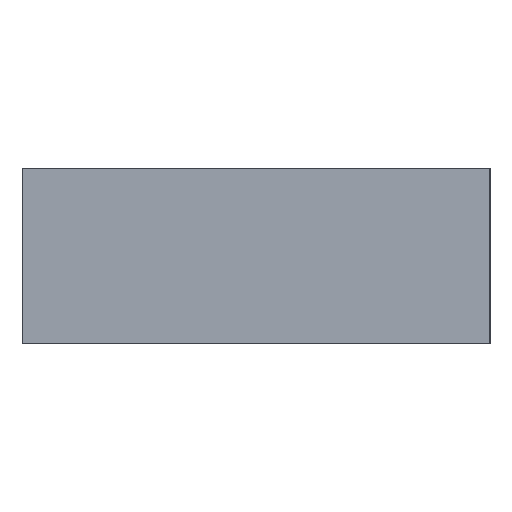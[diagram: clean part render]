
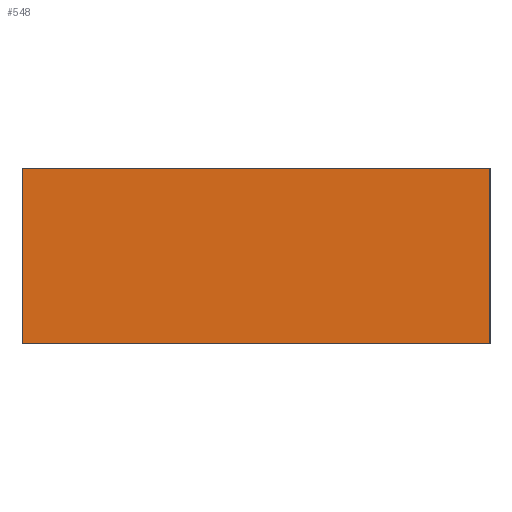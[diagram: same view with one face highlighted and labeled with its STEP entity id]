
A CAD part, left-side view. The second image highlights one B-rep face of the part: STEP entity #548.
In plain terms, the highlighted planar face has unit normal (-1, 0, 0).
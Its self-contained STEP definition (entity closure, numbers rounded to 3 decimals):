
#44=FACE_OUTER_BOUND('',#76,.T.);
#76=EDGE_LOOP('',(#445,#446,#447,#448));
#124=LINE('',#812,#196);
#129=LINE('',#823,#201);
#134=LINE('',#831,#206);
#136=LINE('',#835,#208);
#196=VECTOR('',#663,3.2);
#201=VECTOR('',#672,3.2);
#206=VECTOR('',#679,1.2);
#208=VECTOR('',#685,1.2);
#257=VERTEX_POINT('',#809);
#258=VERTEX_POINT('',#811);
#261=VERTEX_POINT('',#821);
#262=VERTEX_POINT('',#822);
#316=EDGE_CURVE('',#257,#258,#124,.T.);
#321=EDGE_CURVE('',#261,#262,#129,.T.);
#326=EDGE_CURVE('',#258,#262,#134,.T.);
#328=EDGE_CURVE('',#261,#257,#136,.T.);
#445=ORIENTED_EDGE('',*,*,#326,.F.);
#446=ORIENTED_EDGE('',*,*,#316,.F.);
#447=ORIENTED_EDGE('',*,*,#328,.F.);
#448=ORIENTED_EDGE('',*,*,#321,.T.);
#516=PLANE('',#585);
#548=ADVANCED_FACE('',(#44),#516,.T.);
#585=AXIS2_PLACEMENT_3D('',#836,#686,#687);
#663=DIRECTION('',(0.,1.,0.));
#672=DIRECTION('',(0.,1.,0.));
#679=DIRECTION('',(0.,0.,1.));
#685=DIRECTION('',(0.,0.,-1.));
#686=DIRECTION('center_axis',(-1.,0.,0.));
#687=DIRECTION('ref_axis',(0.,0.,-1.));
#809=CARTESIAN_POINT('',(-3.175,-1.6,0.));
#811=CARTESIAN_POINT('',(-3.175,1.6,0.));
#812=CARTESIAN_POINT('',(-3.175,-1.6,0.));
#821=CARTESIAN_POINT('',(-3.175,-1.6,1.2));
#822=CARTESIAN_POINT('',(-3.175,1.6,1.2));
#823=CARTESIAN_POINT('',(-3.175,0.,1.2));
#831=CARTESIAN_POINT('',(-3.175,1.6,1.05));
#835=CARTESIAN_POINT('',(-3.175,-1.6,0.9));
#836=CARTESIAN_POINT('Origin',(-3.175,0.,1.05));
